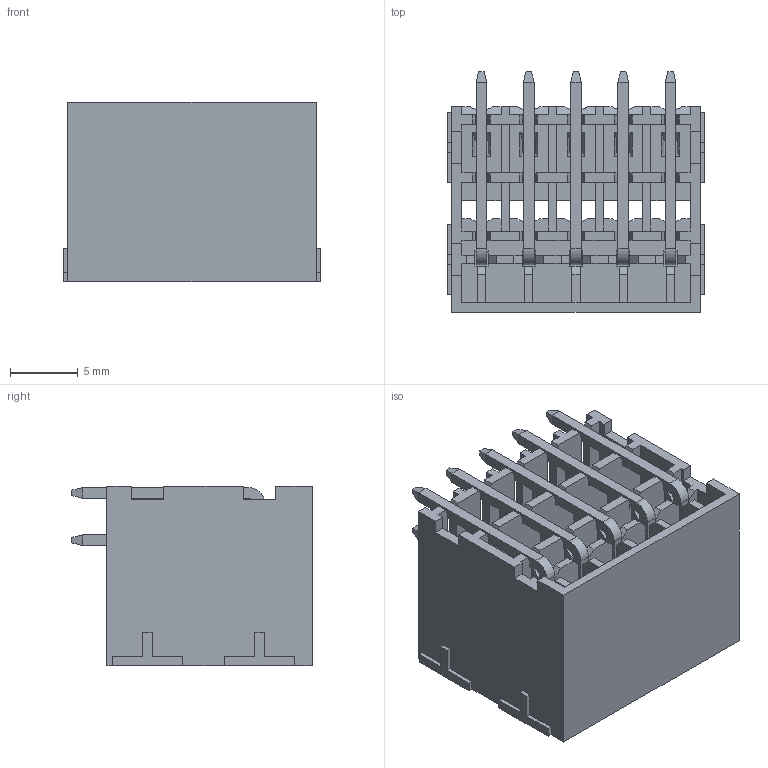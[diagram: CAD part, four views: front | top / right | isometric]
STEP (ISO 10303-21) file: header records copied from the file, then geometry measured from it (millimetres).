
FILE_DESCRIPTION( ('This file contains a STEP AP42 implementation' ,'as created by ZW3D STEP Interface translator.') ,'2;1' );
FILE_NAME( 'WJ15EDGRHB-THT-3.5-2x05P-00A.stp' ,'23 630.142223', (''), ('ZWCAD Software Co.'), 'Version 1.0', 'ZW3D to STEP translator', '' );
FILE_SCHEMA(('AUTOMOTIVE_DESIGN { 1 0 10303 214 1 1 1 1 }'));
Length unit declared in the file: millimetre
Products named in the file (2): 0; WJ15EDGRHB-THT-3.5-2x07P-00A
Bounding box: 19 x 17.8 x 13.3 mm (x, y, z)
Volume: 1607.3 mm3; surface area: 4957.9 mm2
Topology: 1 solids, 1 shells, 1167 faces, 3195 edges, 2060 vertices
Faces by surface type: plane 1037, cone 80, cylinder 30, torus 20
Entity records: 37745 total; most frequent: CARTESIAN_POINT 6987, ORIENTED_EDGE 6390, DIRECTION 5731, EDGE_CURVE 3195, VECTOR 2745, LINE 2745, VERTEX_POINT 2060, AXIS2_PLACEMENT_3D 1493
